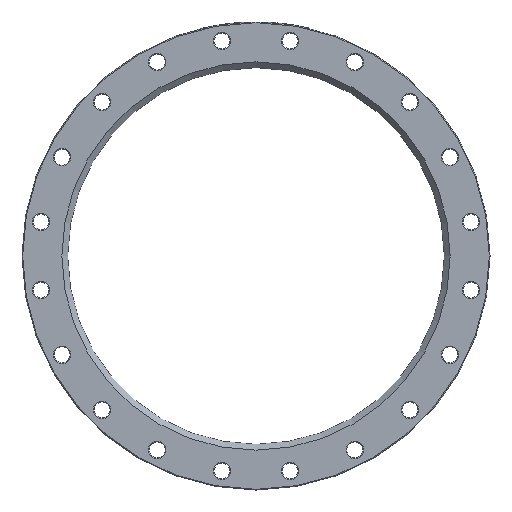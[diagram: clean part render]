
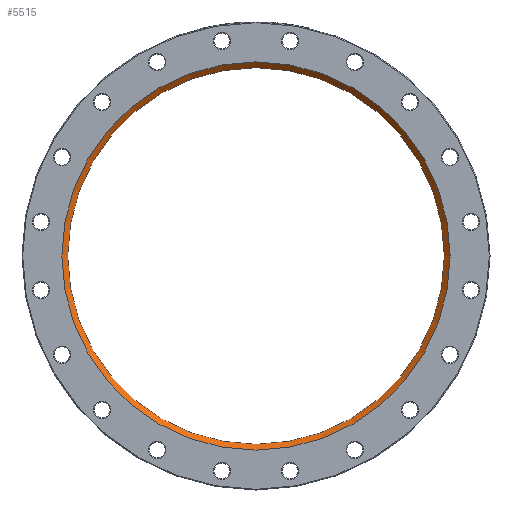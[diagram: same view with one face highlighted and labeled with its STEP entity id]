
A CAD part, left-side view. The second image highlights one B-rep face of the part: STEP entity #5515.
In plain terms, the highlighted conical face has half-angle 45 degrees and reference radius 259.5 mm.
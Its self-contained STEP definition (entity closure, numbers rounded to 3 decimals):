
#10 = ORIENTED_EDGE ( 'NONE', *, *, #5186, .F. ) ;
#85 = DIRECTION ( 'NONE',  ( 0., 0., 1. ) ) ;
#92 = EDGE_LOOP ( 'NONE', ( #4437 ) ) ;
#442 = DIRECTION ( 'NONE',  ( 1., 0., 0. ) ) ;
#684 = FACE_OUTER_BOUND ( 'NONE', #4658, .T. ) ;
#794 = DIRECTION ( 'NONE',  ( -1., 0., 0. ) ) ;
#850 = VERTEX_POINT ( 'NONE', #4358 ) ;
#1945 = CONICAL_SURFACE ( 'NONE', #4365, 259.5, 0.785 ) ;
#2600 = DIRECTION ( 'NONE',  ( -1., 0., 0. ) ) ;
#3120 = CARTESIAN_POINT ( 'NONE',  ( 8., 0., 0. ) ) ;
#3211 = CARTESIAN_POINT ( 'NONE',  ( 0., 0., -267.5 ) ) ;
#3734 = CIRCLE ( 'NONE', #5254, 259.5 ) ;
#4181 = CARTESIAN_POINT ( 'NONE',  ( 0., 0., 0. ) ) ;
#4358 = CARTESIAN_POINT ( 'NONE',  ( 8., 0., -259.5 ) ) ;
#4365 = AXIS2_PLACEMENT_3D ( 'NONE', #3120, #794, #85 ) ;
#4387 = CARTESIAN_POINT ( 'NONE',  ( 8., 0., 0. ) ) ;
#4437 = ORIENTED_EDGE ( 'NONE', *, *, #5044, .F. ) ;
#4658 = EDGE_LOOP ( 'NONE', ( #10 ) ) ;
#4748 = CIRCLE ( 'NONE', #7424, 267.5 ) ;
#4852 = DIRECTION ( 'NONE',  ( 0., 0., -1. ) ) ;
#5044 = EDGE_CURVE ( 'NONE', #850, #850, #3734, .T. ) ;
#5186 = EDGE_CURVE ( 'NONE', #7432, #7432, #4748, .T. ) ;
#5254 = AXIS2_PLACEMENT_3D ( 'NONE', #4387, #2600, #6136 ) ;
#5515 = ADVANCED_FACE ( 'NONE', ( #684, #7457 ), #1945, .F. ) ;
#6136 = DIRECTION ( 'NONE',  ( 0., 0., -1. ) ) ;
#7424 = AXIS2_PLACEMENT_3D ( 'NONE', #4181, #442, #4852 ) ;
#7432 = VERTEX_POINT ( 'NONE', #3211 ) ;
#7457 = FACE_BOUND ( 'NONE', #92, .T. ) ;
